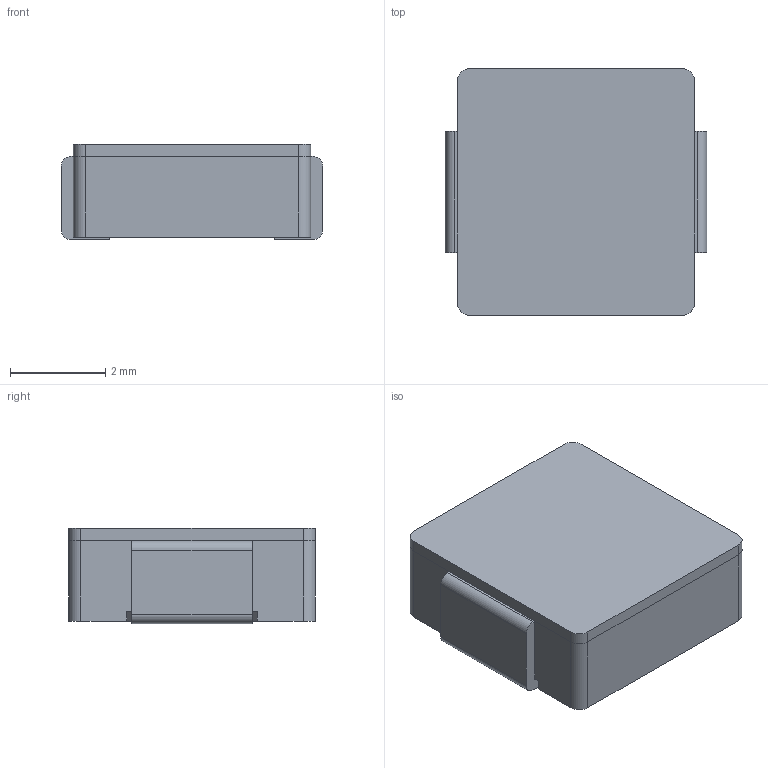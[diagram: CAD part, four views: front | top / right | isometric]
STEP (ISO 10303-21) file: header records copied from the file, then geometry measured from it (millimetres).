
FILE_DESCRIPTION((''),'2;1');
FILE_NAME('INDM5552X200N.stp','2014-07-23T10:52:10',(''),(''),'Mechanical Desktop 2011','Mechanical Desktop 2011',', , ');
FILE_SCHEMA(('AUTOMOTIVE_DESIGN { 1 2 10303 214 1 1 1 1 }'));
Length unit declared in the file: millimetre
Products named in the file (1): Product
Bounding box: 5.49 x 5.18 x 2 mm (x, y, z)
Volume: 52.3 mm3; surface area: 171.6 mm2
Topology: 4 solids, 4 shells, 50 faces, 126 edges, 84 vertices
Faces by surface type: plane 32, cylinder 12, bspline 6
Entity records: 1543 total; most frequent: CARTESIAN_POINT 279, ORIENTED_EDGE 252, DIRECTION 240, EDGE_CURVE 126, VECTOR 102, LINE 102, VERTEX_POINT 84, AXIS2_PLACEMENT_3D 69
